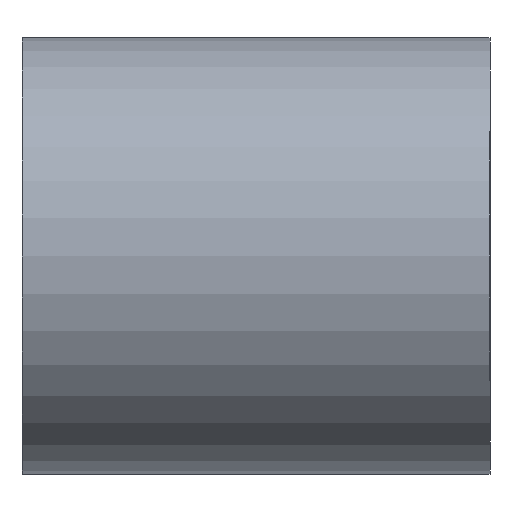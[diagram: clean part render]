
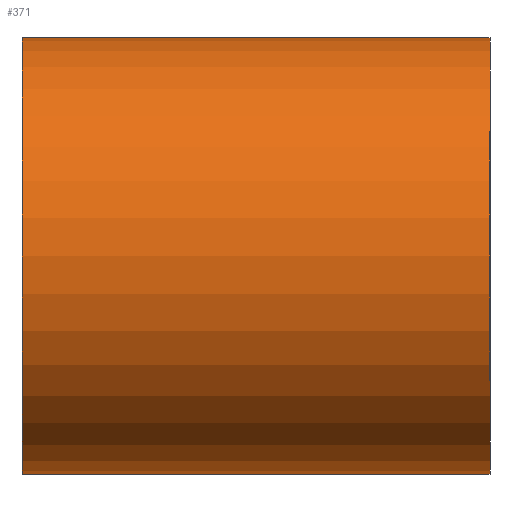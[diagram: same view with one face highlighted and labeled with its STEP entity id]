
A CAD part, left-side view. The second image highlights one B-rep face of the part: STEP entity #371.
In plain terms, the highlighted cylindrical face has radius 7 mm (diameter 14 mm), a partial arc.
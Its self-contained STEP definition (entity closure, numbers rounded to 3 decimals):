
#186 = EDGE_CURVE ( 'NONE', #417, #187, #800, .T. ) ;
#187 = VERTEX_POINT ( 'NONE', #796 ) ;
#190 = VERTEX_POINT ( 'NONE', #928 ) ;
#192 = EDGE_CURVE ( 'NONE', #416, #190, #927, .T. ) ;
#340 = ORIENTED_EDGE ( 'NONE', *, *, #186, .F. ) ;
#341 = EDGE_LOOP ( 'NONE', ( #340, #382, #378, #379 ) ) ;
#371 = ADVANCED_FACE ( 'NONE', ( #1594 ), #1590, .T. ) ;
#378 = ORIENTED_EDGE ( 'NONE', *, *, #192, .T. ) ;
#379 = ORIENTED_EDGE ( 'NONE', *, *, #380, .T. ) ;
#380 = EDGE_CURVE ( 'NONE', #190, #187, #1565, .T. ) ;
#382 = ORIENTED_EDGE ( 'NONE', *, *, #383, .T. ) ;
#383 = EDGE_CURVE ( 'NONE', #417, #416, #1560, .T. ) ;
#416 = VERTEX_POINT ( 'NONE', #2067 ) ;
#417 = VERTEX_POINT ( 'NONE', #2066 ) ;
#796 = CARTESIAN_POINT ( 'NONE',  ( 0., 7.5, -7. ) ) ;
#797 = DIRECTION ( 'NONE',  ( 0., 1., 0. ) ) ;
#798 = VECTOR ( 'NONE', #797, 1000. ) ;
#799 = CARTESIAN_POINT ( 'NONE',  ( 0., 13.586, -7. ) ) ;
#800 = LINE ( 'NONE', #799, #798 ) ;
#924 = DIRECTION ( 'NONE',  ( 0., 1., 0. ) ) ;
#925 = VECTOR ( 'NONE', #924, 1000. ) ;
#926 = CARTESIAN_POINT ( 'NONE',  ( 0., 13.586, 7. ) ) ;
#927 = LINE ( 'NONE', #926, #925 ) ;
#928 = CARTESIAN_POINT ( 'NONE',  ( 0., 7.5, 7. ) ) ;
#1556 = DIRECTION ( 'NONE',  ( 0., 0., 1. ) ) ;
#1557 = DIRECTION ( 'NONE',  ( 0., 1., 0. ) ) ;
#1558 = CARTESIAN_POINT ( 'NONE',  ( 0., -7.5, 0. ) ) ;
#1559 = AXIS2_PLACEMENT_3D ( 'NONE', #1558, #1557, #1556 ) ;
#1560 = CIRCLE ( 'NONE', #1559, 7. ) ;
#1561 = DIRECTION ( 'NONE',  ( 0., 0., -1. ) ) ;
#1562 = DIRECTION ( 'NONE',  ( 0., -1., 0. ) ) ;
#1563 = CARTESIAN_POINT ( 'NONE',  ( 0., 7.5, 0. ) ) ;
#1564 = AXIS2_PLACEMENT_3D ( 'NONE', #1563, #1562, #1561 ) ;
#1565 = CIRCLE ( 'NONE', #1564, 7. ) ;
#1585 = DIRECTION ( 'NONE',  ( 0., 0., 1. ) ) ;
#1586 = DIRECTION ( 'NONE',  ( 0., 1., 0. ) ) ;
#1587 = AXIS2_PLACEMENT_3D ( 'NONE', #1589, #1586, #1585 ) ;
#1589 = CARTESIAN_POINT ( 'NONE',  ( 0., 13.586, 0. ) ) ;
#1590 = CYLINDRICAL_SURFACE ( 'NONE', #1587, 7. ) ;
#1594 = FACE_OUTER_BOUND ( 'NONE', #341, .T. ) ;
#2066 = CARTESIAN_POINT ( 'NONE',  ( 0., -7.5, -7. ) ) ;
#2067 = CARTESIAN_POINT ( 'NONE',  ( 0., -7.5, 7. ) ) ;
